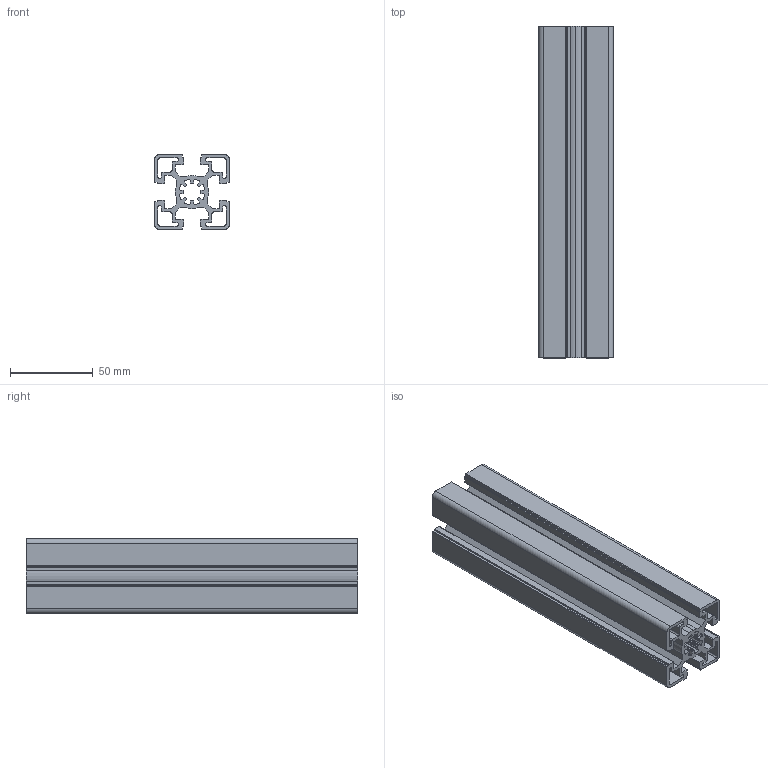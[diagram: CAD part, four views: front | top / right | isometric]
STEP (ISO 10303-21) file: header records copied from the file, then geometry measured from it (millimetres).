
FILE_DESCRIPTION (( 'STEP AP203' ), '1' );
FILE_NAME ('411990520_c_1.STEP', '2022-10-23T11:26:17', ( '' ), ( '' ), 'SwSTEP 2.0', 'SolidWorks 2014', '' );
FILE_SCHEMA (( 'CONFIG_CONTROL_DESIGN' ));
Length unit declared in the file: millimetre
Products named in the file (1): 411990520_c_1
Bounding box: 45 x 200 x 45 mm (x, y, z)
Volume: 150057 mm3; surface area: 124060.4 mm2
Topology: 1 solids, 1 shells, 222 faces, 660 edges, 440 vertices
Faces by surface type: cylinder 116, plane 106
Entity records: 7613 total; most frequent: DIRECTION 1338, CARTESIAN_POINT 1323, ORIENTED_EDGE 1320, EDGE_CURVE 660, AXIS2_PLACEMENT_3D 455, VERTEX_POINT 440, LINE 428, VECTOR 428
